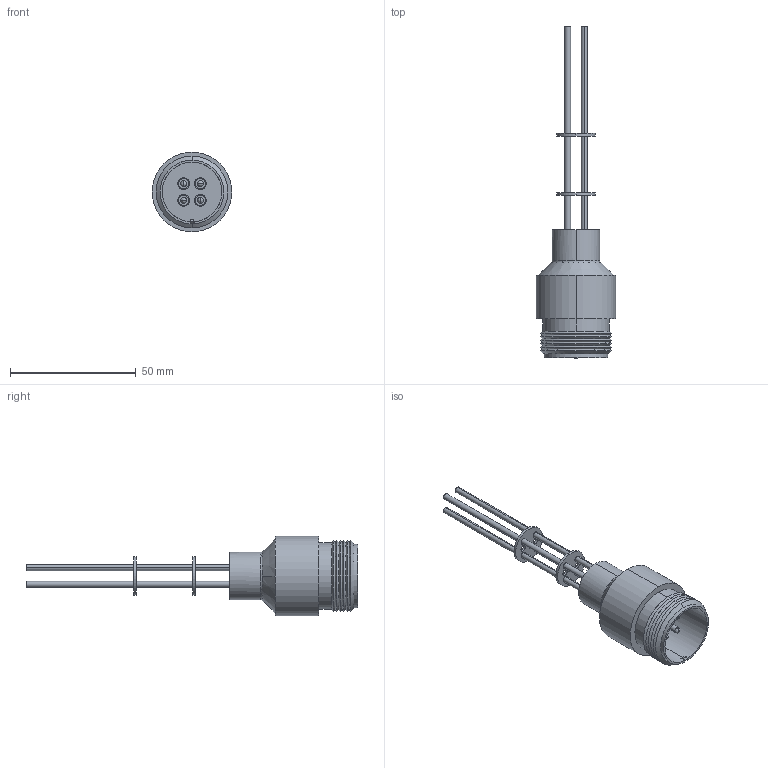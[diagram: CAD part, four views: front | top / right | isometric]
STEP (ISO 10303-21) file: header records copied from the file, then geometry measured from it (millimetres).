
FILE_DESCRIPTION (( 'STEP AP203' ), '1' );
FILE_NAME ('A2566-7-W.STEP', '2013-03-20T18:13:44', ( '' ), ( '' ), 'SwSTEP 2.0', 'SolidWorks 2012', '' );
FILE_SCHEMA (( 'CONFIG_CONTROL_DESIGN' ));
Length unit declared in the file: inch
Products named in the file (1): A2566-7-W
Bounding box: 31.75 x 132.15 x 31.75 mm (x, y, z)
Volume: 13366.6 mm3; surface area: 14718.5 mm2
Topology: 1 solids, 1 shells, 166 faces, 386 edges, 244 vertices
Faces by surface type: cylinder 87, plane 37, cone 30, bspline 12
Entity records: 5014 total; most frequent: CARTESIAN_POINT 987, DIRECTION 915, ORIENTED_EDGE 756, AXIS2_PLACEMENT_3D 388, EDGE_CURVE 378, VERTEX_POINT 244, CIRCLE 233, EDGE_LOOP 216
